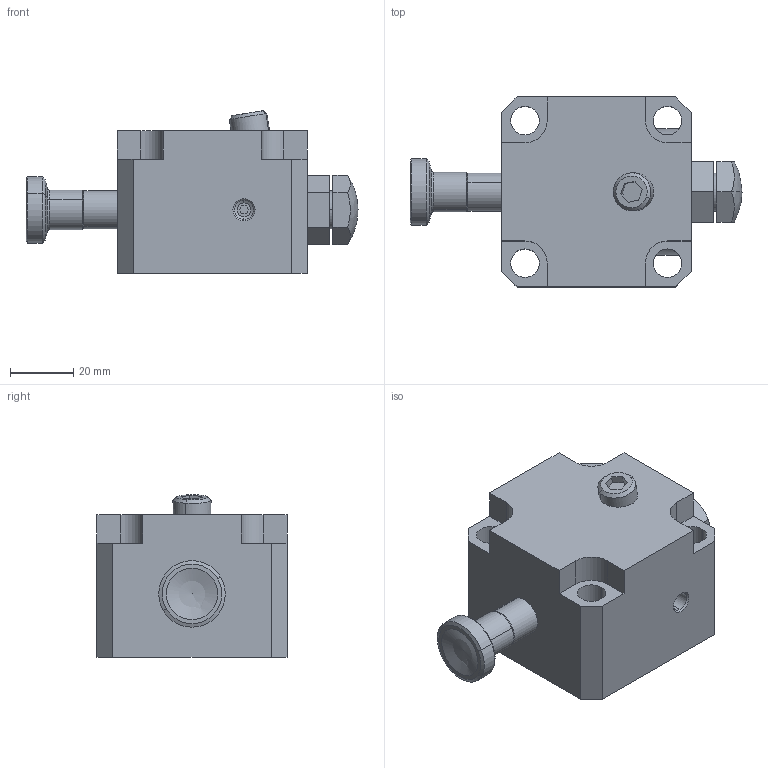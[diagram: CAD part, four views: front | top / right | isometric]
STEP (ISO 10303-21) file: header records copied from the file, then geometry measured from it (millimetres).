
FILE_DESCRIPTION (( 'STEP AP203' ), '1' );
FILE_NAME ('bj351-12001a.STEP', '2021-10-25T01:24:37', ( '' ), ( '' ), 'SwSTEP 2.0', 'SolidWorks 2020', '' );
FILE_SCHEMA (( 'CONFIG_CONTROL_DESIGN' ));
Length unit declared in the file: millimetre
Products named in the file (4): bj351-12001a_02; bj351-12001a_03; bj351-12001a; bj351-12001a_01
Assembly tree (3 placements, depth 2):
  bj351-12001a
    bj351-12001a_01
    bj351-12001a_02
    bj351-12001a_03
Bounding box: 104.8 x 60 x 51.28 mm (x, y, z)
Volume: 151467.8 mm3; surface area: 35697.4 mm2
Topology: 3 solids, 6 shells, 163 faces, 387 edges, 248 vertices
Faces by surface type: plane 76, cylinder 46, cone 32, torus 6, sphere 3
Entity records: 5256 total; most frequent: CARTESIAN_POINT 971, DIRECTION 854, ORIENTED_EDGE 764, EDGE_CURVE 382, AXIS2_PLACEMENT_3D 313, VERTEX_POINT 246, VECTOR 228, LINE 228
